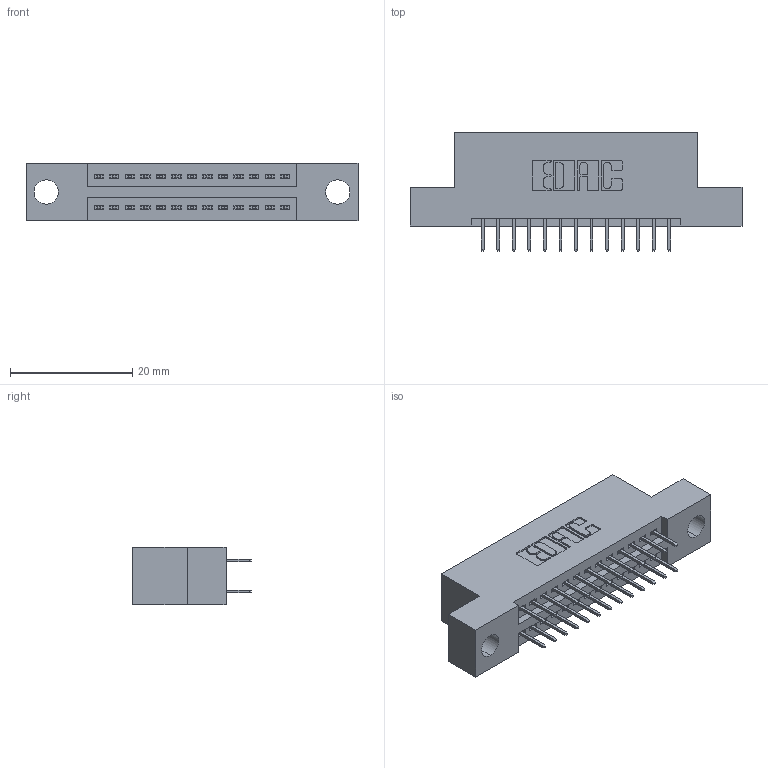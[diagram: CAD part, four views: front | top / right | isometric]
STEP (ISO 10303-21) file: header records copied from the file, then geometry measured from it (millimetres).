
FILE_DESCRIPTION (( 'STEP AP203' ), '1' );
FILE_NAME ('395-026-524-204.STEP', '2018-11-09T18:31:59', ( '' ), ( '' ), 'SwSTEP 2.0', 'SolidWorks 2016', '' );
FILE_SCHEMA (( 'CONFIG_CONTROL_DESIGN' ));
Length unit declared in the file: inch
Products named in the file (3): 345-292-001_345-293-124; 395-026-524-204; 345 Part_Flush Mounting Lugs - 0.156 Dia-TH
Assembly tree (27 placements, depth 2):
  395-026-524-204
    345 Part_Flush Mounting Lugs - 0.156 Dia-TH
    345-292-001_345-293-124  x26
Bounding box: 54.23 x 19.35 x 9.4 mm (x, y, z)
Volume: 4871.5 mm3; surface area: 6350.5 mm2
Topology: 27 solids, 27 shells, 1530 faces, 4319 edges, 2774 vertices
Faces by surface type: plane 1094, cylinder 436
Entity records: 14181 total; most frequent: CARTESIAN_POINT 2404, ORIENTED_EDGE 2338, DIRECTION 2157, EDGE_CURVE 1169, LINE 989, VECTOR 989, VERTEX_POINT 774, AXIS2_PLACEMENT_3D 584
